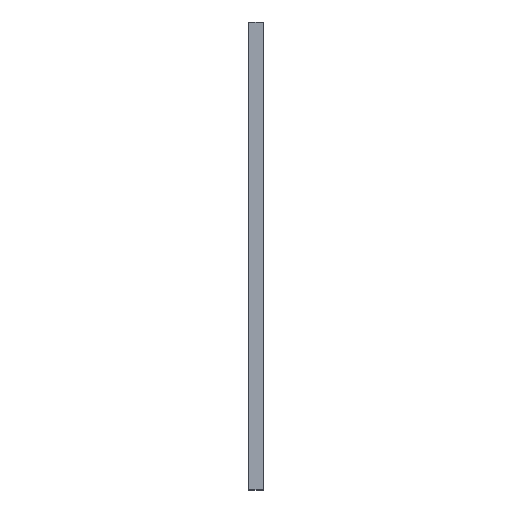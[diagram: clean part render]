
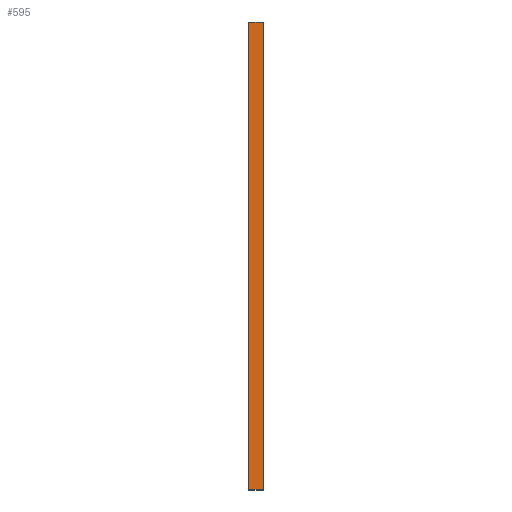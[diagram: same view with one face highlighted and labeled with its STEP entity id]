
A CAD part, top view. The second image highlights one B-rep face of the part: STEP entity #595.
In plain terms, the highlighted planar face has unit normal (0, 0, 1).
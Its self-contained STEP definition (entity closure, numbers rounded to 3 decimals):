
#1 = CARTESIAN_POINT ( 'NONE',  ( 0., -32.15, 26. ) ) ;
#35 = DIRECTION ( 'NONE',  ( -1., 0., 0. ) ) ;
#39 = ORIENTED_EDGE ( 'NONE', *, *, #96, .F. ) ;
#96 = EDGE_CURVE ( 'NONE', #737, #238, #986, .T. ) ;
#105 = VECTOR ( 'NONE', #35, 1000. ) ;
#147 = AXIS2_PLACEMENT_3D ( 'NONE', #152, #1004, #236 ) ;
#152 = CARTESIAN_POINT ( 'NONE',  ( 2., 0., 26. ) ) ;
#180 = CARTESIAN_POINT ( 'NONE',  ( 2., -32.15, 26. ) ) ;
#182 = ORIENTED_EDGE ( 'NONE', *, *, #961, .T. ) ;
#204 = DIRECTION ( 'NONE',  ( 0., 1., 0. ) ) ;
#226 = FACE_OUTER_BOUND ( 'NONE', #553, .T. ) ;
#236 = DIRECTION ( 'NONE',  ( 0., -1., 0. ) ) ;
#238 = VERTEX_POINT ( 'NONE', #494 ) ;
#247 = VECTOR ( 'NONE', #471, 1000. ) ;
#271 = EDGE_CURVE ( 'NONE', #689, #737, #1080, .T. ) ;
#279 = CARTESIAN_POINT ( 'NONE',  ( 2., 32.15, 26. ) ) ;
#338 = PLANE ( 'NONE',  #147 ) ;
#379 = VECTOR ( 'NONE', #1085, 1000. ) ;
#471 = DIRECTION ( 'NONE',  ( 0., 1., 0. ) ) ;
#494 = CARTESIAN_POINT ( 'NONE',  ( 0., 32.15, 26. ) ) ;
#553 = EDGE_LOOP ( 'NONE', ( #39, #656, #182, #759 ) ) ;
#555 = CARTESIAN_POINT ( 'NONE',  ( 2., 0., 26. ) ) ;
#592 = VERTEX_POINT ( 'NONE', #934 ) ;
#595 = ADVANCED_FACE ( 'NONE', ( #226 ), #338, .T. ) ;
#642 = VECTOR ( 'NONE', #204, 1000. ) ;
#656 = ORIENTED_EDGE ( 'NONE', *, *, #271, .F. ) ;
#689 = VERTEX_POINT ( 'NONE', #180 ) ;
#737 = VERTEX_POINT ( 'NONE', #1 ) ;
#759 = ORIENTED_EDGE ( 'NONE', *, *, #1042, .T. ) ;
#801 = LINE ( 'NONE', #279, #105 ) ;
#887 = LINE ( 'NONE', #555, #642 ) ;
#922 = CARTESIAN_POINT ( 'NONE',  ( 2., -32.15, 26. ) ) ;
#934 = CARTESIAN_POINT ( 'NONE',  ( 2., 32.15, 26. ) ) ;
#961 = EDGE_CURVE ( 'NONE', #689, #592, #887, .T. ) ;
#981 = CARTESIAN_POINT ( 'NONE',  ( 0., 0., 26. ) ) ;
#986 = LINE ( 'NONE', #981, #247 ) ;
#1004 = DIRECTION ( 'NONE',  ( 0., 0., 1. ) ) ;
#1042 = EDGE_CURVE ( 'NONE', #592, #238, #801, .T. ) ;
#1080 = LINE ( 'NONE', #922, #379 ) ;
#1085 = DIRECTION ( 'NONE',  ( -1., 0., 0. ) ) ;
